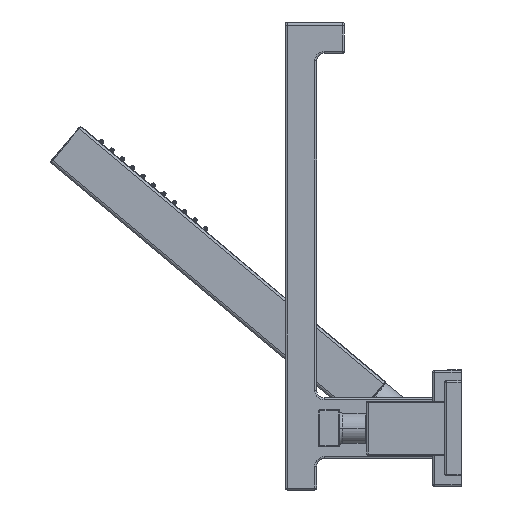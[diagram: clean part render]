
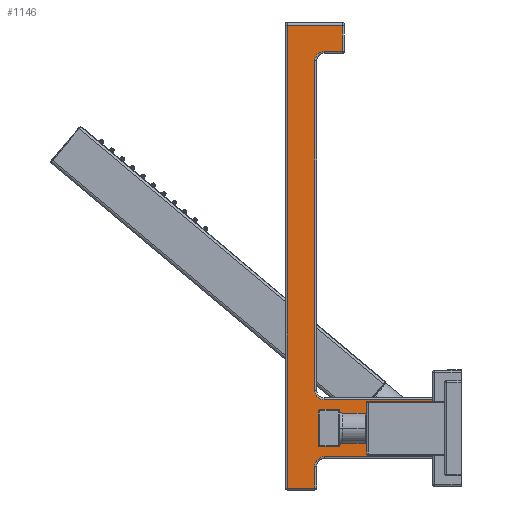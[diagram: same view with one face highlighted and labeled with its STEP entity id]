
A CAD part, left-side view. The second image highlights one B-rep face of the part: STEP entity #1146.
In plain terms, the highlighted planar face has unit normal (-1, 0, 0).
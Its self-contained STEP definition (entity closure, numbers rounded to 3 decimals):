
#155=DIRECTION('',(0.,-1.,0.));
#156=VECTOR('',#155,2.32);
#157=CARTESIAN_POINT('',(-1.38,2.93,-0.61));
#158=LINE('',#157,#156);
#159=CARTESIAN_POINT('',(-1.38,2.93,-0.81));
#160=DIRECTION('',(1.,0.,0.));
#161=DIRECTION('',(0.,1.,0.));
#162=AXIS2_PLACEMENT_3D('',#159,#160,#161);
#164=DIRECTION('',(0.,0.,1.));
#165=VECTOR('',#164,0.469);
#166=CARTESIAN_POINT('',(-1.38,3.13,-1.279));
#167=LINE('',#166,#165);
#168=DIRECTION('',(0.,-1.,0.));
#169=VECTOR('',#168,0.59);
#170=CARTESIAN_POINT('',(-1.38,3.72,-1.279));
#171=LINE('',#170,#169);
#172=DIRECTION('',(0.,0.,-1.));
#173=VECTOR('',#172,9.88);
#174=CARTESIAN_POINT('',(-1.38,3.72,8.601));
#175=LINE('',#174,#173);
#176=DIRECTION('',(0.,1.,0.));
#177=VECTOR('',#176,1.18);
#178=CARTESIAN_POINT('',(-1.38,2.54,8.601));
#179=LINE('',#178,#177);
#180=DIRECTION('',(0.,0.,1.));
#181=VECTOR('',#180,0.55);
#182=CARTESIAN_POINT('',(-1.38,2.54,8.051));
#183=LINE('',#182,#181);
#184=DIRECTION('',(0.,-1.,0.));
#185=VECTOR('',#184,0.39);
#186=CARTESIAN_POINT('',(-1.38,2.93,8.051));
#187=LINE('',#186,#185);
#188=CARTESIAN_POINT('',(-1.38,2.93,7.851));
#189=DIRECTION('',(1.,0.,0.));
#190=DIRECTION('',(0.,1.,0.));
#191=AXIS2_PLACEMENT_3D('',#188,#189,#190);
#193=DIRECTION('',(0.,0.,1.));
#194=VECTOR('',#193,7.041);
#195=CARTESIAN_POINT('',(-1.38,3.13,0.81));
#196=LINE('',#195,#194);
#197=CARTESIAN_POINT('',(-1.38,2.93,0.81));
#198=DIRECTION('',(1.,0.,0.));
#199=DIRECTION('',(0.,0.,-1.));
#200=AXIS2_PLACEMENT_3D('',#197,#198,#199);
#202=DIRECTION('',(0.,1.,0.));
#203=VECTOR('',#202,2.32);
#204=CARTESIAN_POINT('',(-1.38,0.61,0.61));
#205=LINE('',#204,#203);
#206=DIRECTION('',(0.,0.,1.));
#207=VECTOR('',#206,1.22);
#208=CARTESIAN_POINT('',(-1.38,0.61,-0.61));
#209=LINE('',#208,#207);
#748=CARTESIAN_POINT('',(-1.38,3.13,-0.81));
#749=CARTESIAN_POINT('',(-1.38,2.93,-0.61));
#750=VERTEX_POINT('',#748);
#751=VERTEX_POINT('',#749);
#756=CARTESIAN_POINT('',(-1.38,3.13,-1.279));
#757=VERTEX_POINT('',#756);
#764=CARTESIAN_POINT('',(-1.38,3.72,-1.279));
#765=VERTEX_POINT('',#764);
#778=CARTESIAN_POINT('',(-1.38,3.72,8.601));
#779=VERTEX_POINT('',#778);
#820=CARTESIAN_POINT('',(-1.38,2.54,8.601));
#821=VERTEX_POINT('',#820);
#822=CARTESIAN_POINT('',(-1.38,2.54,8.051));
#823=VERTEX_POINT('',#822);
#824=CARTESIAN_POINT('',(-1.38,2.93,0.61));
#825=CARTESIAN_POINT('',(-1.38,3.13,0.81));
#826=VERTEX_POINT('',#824);
#827=VERTEX_POINT('',#825);
#832=CARTESIAN_POINT('',(-1.38,3.13,7.851));
#833=VERTEX_POINT('',#832);
#836=CARTESIAN_POINT('',(-1.38,2.93,8.051));
#837=VERTEX_POINT('',#836);
#852=CARTESIAN_POINT('',(-1.38,0.61,-0.61));
#853=CARTESIAN_POINT('',(-1.38,0.61,0.61));
#854=VERTEX_POINT('',#852);
#855=VERTEX_POINT('',#853);
#1117=CARTESIAN_POINT('',(-1.38,0.61,0.));
#1118=DIRECTION('',(1.,0.,0.));
#1119=DIRECTION('',(0.,0.,-1.));
#1120=AXIS2_PLACEMENT_3D('',#1117,#1118,#1119);
#1121=PLANE('',#1120);
#1123=ORIENTED_EDGE('',*,*,#1122,.F.);
#1125=ORIENTED_EDGE('',*,*,#1124,.F.);
#1127=ORIENTED_EDGE('',*,*,#1126,.F.);
#1129=ORIENTED_EDGE('',*,*,#1128,.F.);
#1130=ORIENTED_EDGE('',*,*,#1099,.F.);
#1131=ORIENTED_EDGE('',*,*,#1036,.F.);
#1132=ORIENTED_EDGE('',*,*,#1008,.F.);
#1133=ORIENTED_EDGE('',*,*,#877,.F.);
#1135=ORIENTED_EDGE('',*,*,#1134,.F.);
#1137=ORIENTED_EDGE('',*,*,#1136,.F.);
#1139=ORIENTED_EDGE('',*,*,#1138,.F.);
#1141=ORIENTED_EDGE('',*,*,#1140,.F.);
#1143=ORIENTED_EDGE('',*,*,#1142,.F.);
#1144=EDGE_LOOP('',(#1123,#1125,#1127,#1129,#1130,#1131,#1132,#1133,#1135,#1137,
#1139,#1141,#1143));
#1145=FACE_OUTER_BOUND('',#1144,.F.);
#1146=ADVANCED_FACE('',(#1145),#1121,.F.);
#163=CIRCLE('',#162,0.2);
#192=CIRCLE('',#191,0.2);
#201=CIRCLE('',#200,0.2);
#877=EDGE_CURVE('',#823,#821,#183,.T.);
#1008=EDGE_CURVE('',#821,#779,#179,.T.);
#1036=EDGE_CURVE('',#779,#765,#175,.T.);
#1099=EDGE_CURVE('',#765,#757,#171,.T.);
#1122=EDGE_CURVE('',#854,#855,#209,.T.);
#1124=EDGE_CURVE('',#751,#854,#158,.T.);
#1126=EDGE_CURVE('',#750,#751,#163,.T.);
#1128=EDGE_CURVE('',#757,#750,#167,.T.);
#1134=EDGE_CURVE('',#837,#823,#187,.T.);
#1136=EDGE_CURVE('',#833,#837,#192,.T.);
#1138=EDGE_CURVE('',#827,#833,#196,.T.);
#1140=EDGE_CURVE('',#826,#827,#201,.T.);
#1142=EDGE_CURVE('',#855,#826,#205,.T.);
